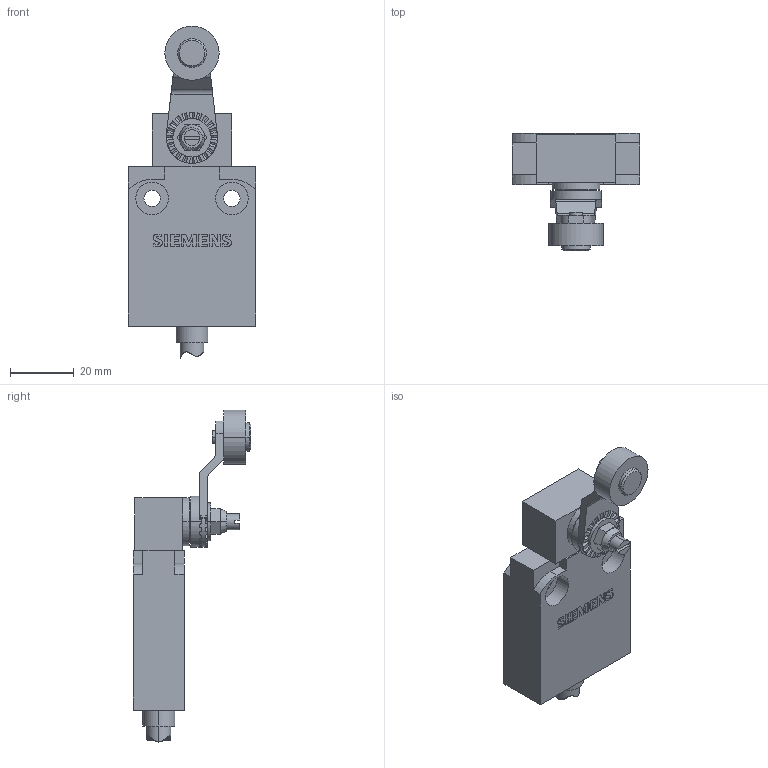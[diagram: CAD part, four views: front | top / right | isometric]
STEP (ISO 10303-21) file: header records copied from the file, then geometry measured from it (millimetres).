
FILE_DESCRIPTION(('STEP AP214'),'1');
FILE_NAME('27394.stp','2018-10-22T15:58:48',('TraceParts'),('TraceParts S.A.'),'Spatial InterOp 3D',' ',' ');
FILE_SCHEMA(('AUTOMOTIVE_DESIGN { 1 0 10303 214 1 1 1 1 }'));
Length unit declared in the file: millimetre
Products named in the file (1): 27394_1
Bounding box: 40 x 36.8 x 104 mm (x, y, z)
Volume: 40964 mm3; surface area: 14942.6 mm2
Topology: 12 solids, 12 shells, 450 faces, 1236 edges, 820 vertices
Faces by surface type: plane 234, cone 124, cylinder 92
Entity records: 29876 total; most frequent: CARTESIAN_POINT 4354, STYLED_ITEM 2518, PRESENTATION_STYLE_ASSIGNMENT 2518, COLOUR_RGB 2518, ORIENTED_EDGE 2472, DIRECTION 2368, EDGE_CURVE 1236, CURVE_STYLE 1236
